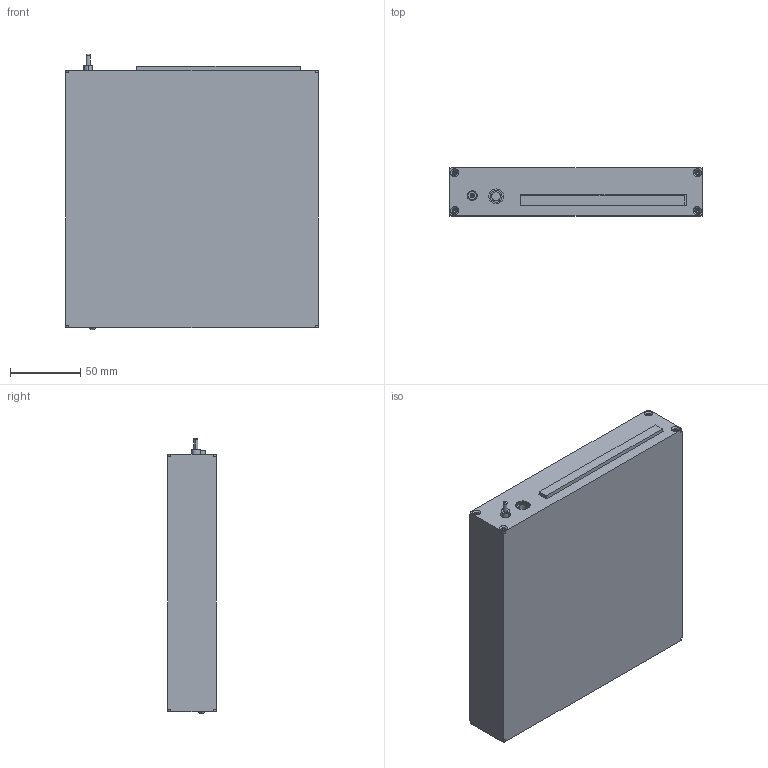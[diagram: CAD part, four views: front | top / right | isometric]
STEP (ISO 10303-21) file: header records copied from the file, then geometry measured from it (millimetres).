
FILE_DESCRIPTION((''),'2;1');
FILE_NAME('100004_02','2017-11-22T',('zkm'),(''),'PRO/ENGINEER BY PARAMETRIC TECHNOLOGY CORPORATION, 2004110','PRO/ENGINEER BY PARAMETRIC TECHNOLOGY CORPORATION, 2004110','');
FILE_SCHEMA(('CONFIG_CONTROL_DESIGN'));
Length unit declared in the file: millimetre
Products named in the file (1): 100004_02
Bounding box: 180 x 34.5 x 196.4 mm (x, y, z)
Volume: 260154.9 mm3; surface area: 247984.4 mm2
Topology: 1 solids, 9 shells, 254 faces, 705 edges, 449 vertices
Faces by surface type: plane 150, cylinder 68, cone 32, bspline 4
Entity records: 8226 total; most frequent: CARTESIAN_POINT 1598, DIRECTION 1393, ORIENTED_EDGE 1346, EDGE_CURVE 689, AXIS2_PLACEMENT_3D 470, VECTOR 453, LINE 453, VERTEX_POINT 449
